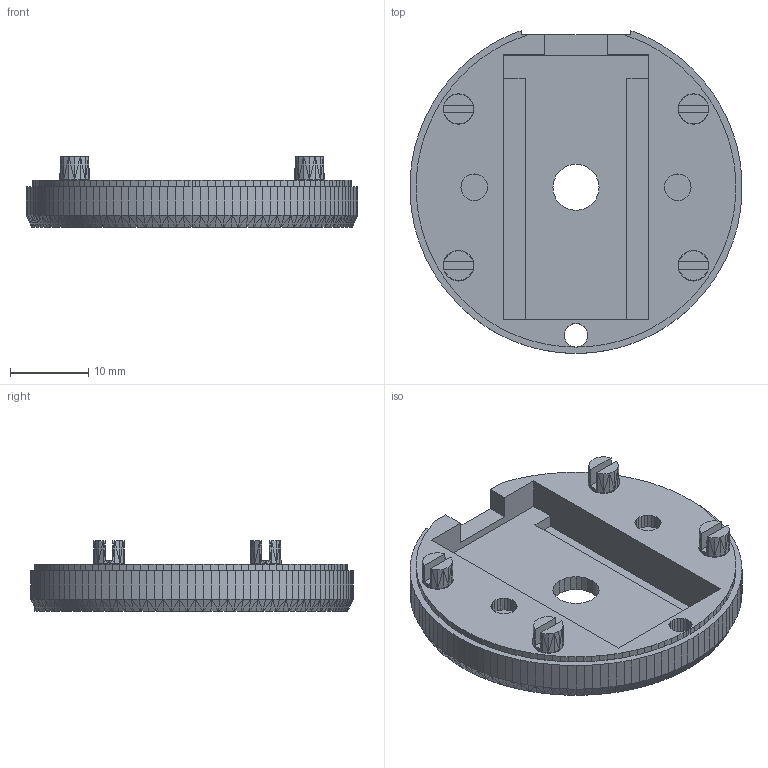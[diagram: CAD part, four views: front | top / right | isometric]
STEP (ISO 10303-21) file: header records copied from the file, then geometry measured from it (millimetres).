
FILE_DESCRIPTION(/* description */ (''),/* implementation_level */ '2;1');
FILE_NAME(/* name */ 'Mute Button Bottom Case Allen Screws v3.step',/* time_stamp */ '2021-03-07T00:39:04+01:00',/* author */ (''),/* organization */ (''),/* preprocessor_version */ 'ST-DEVELOPER v18.1',/* originating_system */ 'Autodesk Translation Framework v9.10.0.1330',/* authorisation */ '');
FILE_SCHEMA (('AUTOMOTIVE_DESIGN { 1 0 10303 214 3 1 1 }'));
Length unit declared in the file: millimetre
Products named in the file (1): Mute Button Bottom Case Allen Screws
Bounding box: 42.4 x 41.21 x 9 mm (x, y, z)
Volume: 5124.7 mm3; surface area: 4526 mm2
Topology: 1 solids, 1 shells, 916 faces, 2074 edges, 1166 vertices
Faces by surface type: plane 916
Entity records: 24241 total; most frequent: CARTESIAN_POINT 4157, ORIENTED_EDGE 4148, DIRECTION 3908, LINE 2074, VECTOR 2074, EDGE_CURVE 2074, VERTEX_POINT 1166, EDGE_LOOP 927
